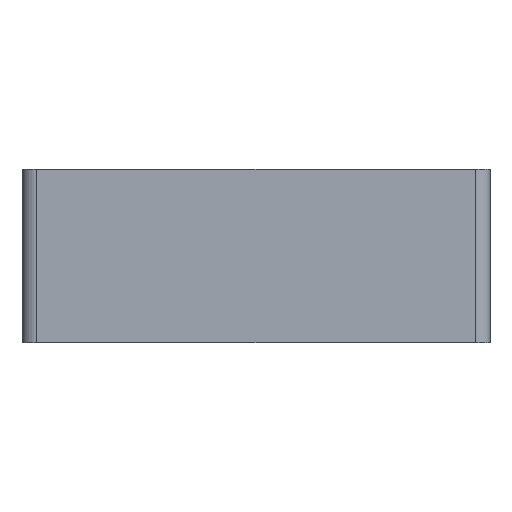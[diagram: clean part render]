
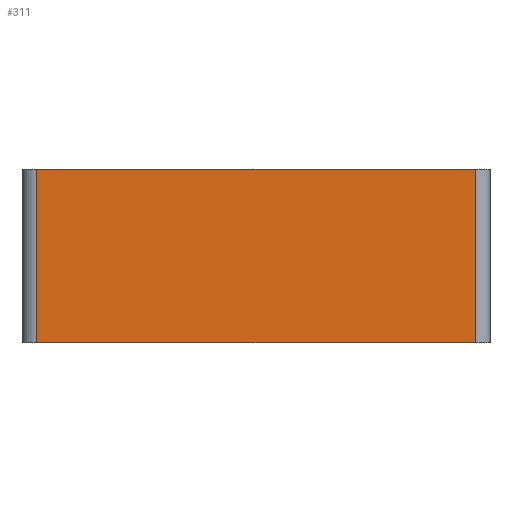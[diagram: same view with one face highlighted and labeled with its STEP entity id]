
A CAD part, front view. The second image highlights one B-rep face of the part: STEP entity #311.
In plain terms, the highlighted planar face has unit normal (0, -1, 0).
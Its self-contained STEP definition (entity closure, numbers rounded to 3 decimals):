
#17=PLANE('',#356);
#36=FACE_OUTER_BOUND('',#55,.T.);
#55=EDGE_LOOP('',(#238,#239,#240,#241));
#74=LINE('',#523,#98);
#75=LINE('',#525,#99);
#76=LINE('',#527,#100);
#77=LINE('',#528,#101);
#98=VECTOR('',#428,10.);
#99=VECTOR('',#429,10.);
#100=VECTOR('',#430,10.);
#101=VECTOR('',#431,10.);
#146=VERTEX_POINT('',#521);
#147=VERTEX_POINT('',#522);
#148=VERTEX_POINT('',#524);
#149=VERTEX_POINT('',#526);
#182=EDGE_CURVE('',#146,#147,#74,.T.);
#183=EDGE_CURVE('',#147,#148,#75,.T.);
#184=EDGE_CURVE('',#149,#148,#76,.T.);
#185=EDGE_CURVE('',#146,#149,#77,.T.);
#238=ORIENTED_EDGE('',*,*,#182,.T.);
#239=ORIENTED_EDGE('',*,*,#183,.T.);
#240=ORIENTED_EDGE('',*,*,#184,.F.);
#241=ORIENTED_EDGE('',*,*,#185,.F.);
#311=ADVANCED_FACE('',(#36),#17,.T.);
#356=AXIS2_PLACEMENT_3D('',#520,#426,#427);
#426=DIRECTION('center_axis',(0.,-1.,0.));
#427=DIRECTION('ref_axis',(1.,0.,0.));
#428=DIRECTION('',(1.,0.,0.));
#429=DIRECTION('',(0.,0.,1.));
#430=DIRECTION('',(1.,0.,0.));
#431=DIRECTION('',(0.,0.,1.));
#520=CARTESIAN_POINT('Origin',(4.,-146.897,25.675));
#521=CARTESIAN_POINT('',(4.,-146.897,25.675));
#522=CARTESIAN_POINT('',(61.,-146.897,25.675));
#523=CARTESIAN_POINT('',(4.,-146.897,25.675));
#524=CARTESIAN_POINT('',(61.,-146.897,48.175));
#525=CARTESIAN_POINT('',(61.,-146.897,25.675));
#526=CARTESIAN_POINT('',(4.,-146.897,48.175));
#527=CARTESIAN_POINT('',(4.,-146.897,48.175));
#528=CARTESIAN_POINT('',(4.,-146.897,25.675));
